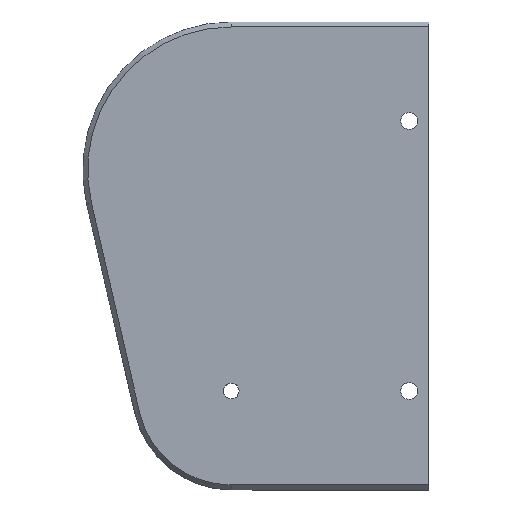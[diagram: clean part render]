
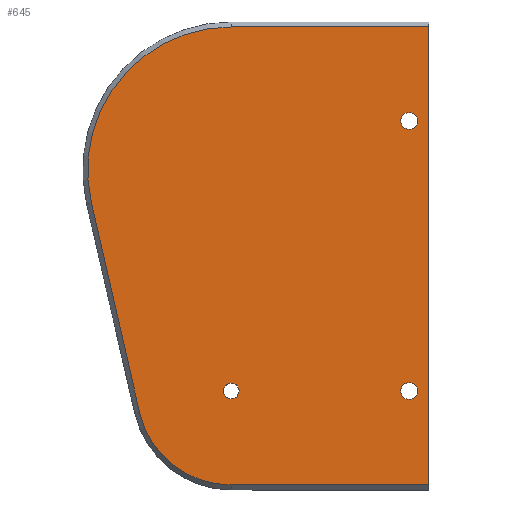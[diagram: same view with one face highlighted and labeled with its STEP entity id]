
A CAD part, top view. The second image highlights one B-rep face of the part: STEP entity #645.
In plain terms, the highlighted planar face has unit normal (0, 0, 1).
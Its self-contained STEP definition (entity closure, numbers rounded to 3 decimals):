
#27=FACE_BOUND('',#123,.T.);
#28=FACE_BOUND('',#124,.T.);
#29=FACE_BOUND('',#125,.T.);
#42=CIRCLE('',#697,1.6);
#46=CIRCLE('',#706,29.);
#48=CIRCLE('',#710,19.);
#50=CIRCLE('',#720,1.7);
#51=CIRCLE('',#721,1.7);
#84=FACE_OUTER_BOUND('',#122,.T.);
#122=EDGE_LOOP('',(#524,#525,#526,#527,#528,#529));
#123=EDGE_LOOP('',(#530));
#124=EDGE_LOOP('',(#531));
#125=EDGE_LOOP('',(#532));
#167=LINE('',#1016,#232);
#170=LINE('',#1027,#235);
#174=LINE('',#1039,#239);
#185=LINE('',#1058,#250);
#232=VECTOR('',#819,10.);
#235=VECTOR('',#830,10.);
#239=VECTOR('',#842,10.);
#250=VECTOR('',#863,10.);
#296=VERTEX_POINT('',#994);
#300=VERTEX_POINT('',#1009);
#303=VERTEX_POINT('',#1014);
#305=VERTEX_POINT('',#1019);
#307=VERTEX_POINT('',#1025);
#309=VERTEX_POINT('',#1031);
#311=VERTEX_POINT('',#1037);
#316=VERTEX_POINT('',#1064);
#317=VERTEX_POINT('',#1066);
#360=EDGE_CURVE('',#296,#296,#42,.T.);
#369=EDGE_CURVE('',#303,#300,#167,.T.);
#371=EDGE_CURVE('',#305,#303,#46,.T.);
#374=EDGE_CURVE('',#307,#305,#170,.T.);
#377=EDGE_CURVE('',#309,#307,#48,.T.);
#380=EDGE_CURVE('',#311,#309,#174,.T.);
#391=EDGE_CURVE('',#311,#300,#185,.T.);
#394=EDGE_CURVE('',#316,#316,#50,.F.);
#395=EDGE_CURVE('',#317,#317,#51,.F.);
#524=ORIENTED_EDGE('',*,*,#380,.F.);
#525=ORIENTED_EDGE('',*,*,#391,.T.);
#526=ORIENTED_EDGE('',*,*,#369,.F.);
#527=ORIENTED_EDGE('',*,*,#371,.F.);
#528=ORIENTED_EDGE('',*,*,#374,.F.);
#529=ORIENTED_EDGE('',*,*,#377,.F.);
#530=ORIENTED_EDGE('',*,*,#360,.T.);
#531=ORIENTED_EDGE('',*,*,#394,.T.);
#532=ORIENTED_EDGE('',*,*,#395,.T.);
#615=PLANE('',#719);
#645=ADVANCED_FACE('',(#84,#27,#28,#29),#615,.T.);
#697=AXIS2_PLACEMENT_3D('',#996,#798,#799);
#706=AXIS2_PLACEMENT_3D('',#1021,#823,#824);
#710=AXIS2_PLACEMENT_3D('',#1033,#835,#836);
#719=AXIS2_PLACEMENT_3D('',#1063,#868,#869);
#720=AXIS2_PLACEMENT_3D('',#1065,#870,#871);
#721=AXIS2_PLACEMENT_3D('',#1067,#872,#873);
#798=DIRECTION('center_axis',(0.,0.,-1.));
#799=DIRECTION('ref_axis',(-1.,0.,0.));
#819=DIRECTION('',(1.,0.,0.));
#823=DIRECTION('center_axis',(0.,0.,-1.));
#824=DIRECTION('ref_axis',(0.,1.,0.));
#830=DIRECTION('',(-0.224,0.975,0.));
#835=DIRECTION('center_axis',(0.,0.,-1.));
#836=DIRECTION('ref_axis',(-0.975,-0.224,0.));
#842=DIRECTION('',(-1.,0.,0.));
#863=DIRECTION('',(0.,1.,0.));
#868=DIRECTION('center_axis',(0.,0.,1.));
#869=DIRECTION('ref_axis',(1.,0.,0.));
#870=DIRECTION('center_axis',(0.,0.,1.));
#871=DIRECTION('ref_axis',(-1.,0.,0.));
#872=DIRECTION('center_axis',(0.,0.,1.));
#873=DIRECTION('ref_axis',(-1.,0.,0.));
#994=CARTESIAN_POINT('',(-16.571,15.,10.5));
#996=CARTESIAN_POINT('Origin',(-18.171,15.,10.5));
#1009=CARTESIAN_POINT('',(21.829,88.6,10.5));
#1014=CARTESIAN_POINT('',(-18.171,88.6,10.5));
#1016=CARTESIAN_POINT('',(4.329,88.6,10.5));
#1019=CARTESIAN_POINT('',(-46.433,53.098,10.5));
#1021=CARTESIAN_POINT('Origin',(-18.171,59.6,10.5));
#1025=CARTESIAN_POINT('',(-36.687,10.74,10.5));
#1027=CARTESIAN_POINT('',(-44.417,44.336,10.5));
#1031=CARTESIAN_POINT('',(-18.171,-4.,10.5));
#1033=CARTESIAN_POINT('Origin',(-18.171,15.,10.5));
#1037=CARTESIAN_POINT('',(21.829,-4.,10.5));
#1039=CARTESIAN_POINT('',(-13.5,-4.,10.5));
#1058=CARTESIAN_POINT('',(21.829,-5.,10.5));
#1063=CARTESIAN_POINT('Origin',(-13.171,42.3,10.5));
#1064=CARTESIAN_POINT('',(19.529,69.6,10.5));
#1065=CARTESIAN_POINT('Origin',(17.829,69.6,10.5));
#1066=CARTESIAN_POINT('',(19.529,15.,10.5));
#1067=CARTESIAN_POINT('Origin',(17.829,15.,10.5));
